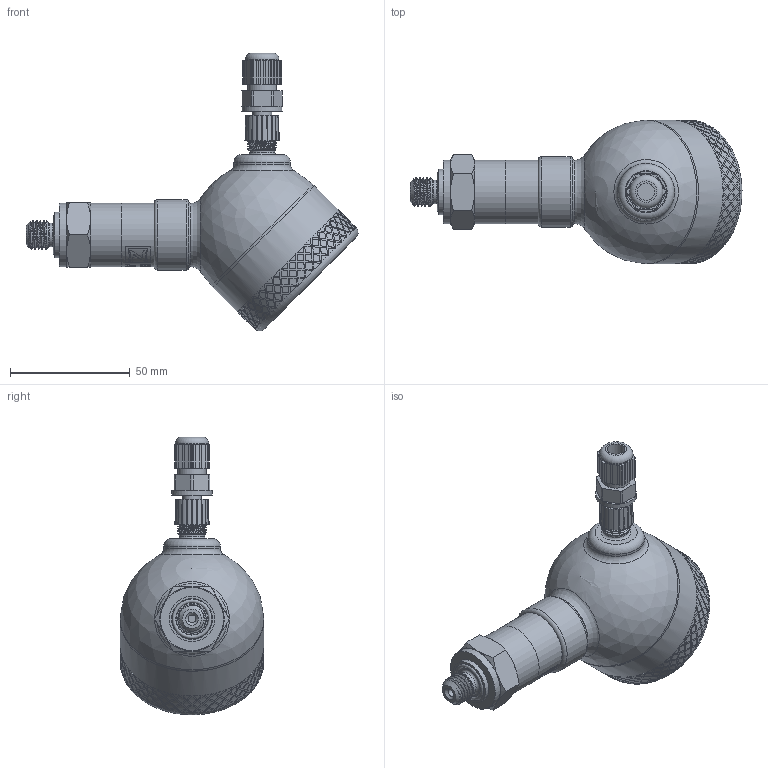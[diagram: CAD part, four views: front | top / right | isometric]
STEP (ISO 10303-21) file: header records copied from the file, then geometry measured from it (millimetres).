
FILE_DESCRIPTION(/* description */ (''),/* implementation_level */ '2;1');
FILE_NAME(/* name */ 'APZ3230FH_4_M12x1-straight.step',/* time_stamp */ '2021-06-30T15:28:11+03:00',/* author */ (''),/* organization */ (''),/* preprocessor_version */ 'ST-DEVELOPER v18.1',/* originating_system */ 'Autodesk Translation Framework v10.9.0.1377',/* authorisation */ '');
FILE_SCHEMA (('AUTOMOTIVE_DESIGN { 1 0 10303 214 3 1 1 }'));
Length unit declared in the file: millimetre
Products named in the file (7): Полевой корпус 
3420 3421 3230 заполненный; M12x1,5 DIN; FieldHousing Assembly v16; main body; Крышка без 
дисплея; Адаптер М12х1; M12x1 female straight v9
Assembly tree (6 placements, depth 3):
  Полевой корпус 
3420 3421 3230 заполненный
    M12x1,5 DIN
    FieldHousing Assembly v16
      main body
      Крышка без 
дисплея
      Адаптер М12х1
      M12x1 female straight v9
Bounding box: 138.91 x 60.1 x 116.17 mm (x, y, z)
Volume: 168537.8 mm3; surface area: 45419.2 mm2
Topology: 7 solids, 7 shells, 1554 faces, 3891 edges, 2552 vertices
Faces by surface type: bspline 910, cylinder 307, plane 263, cone 45, torus 26, sphere 3
Full cylindrical faces by diameter (mm): 1 x4, 3.3 x1, 7.3 x1, 8 x3, 9.3 x1, 9.8 x1, 10.137 x4, 10.293 x1, 10.5 x2, 10.741 x7, 11.85 x4, 11.884 x6, 12 x1, 13.5 x1, 14 x1, 16.7 x1, 17 x1, 19 x1, 19.7 x1, 21.6 x1, 22.4 x1, 23.6 x1, 24.5 x2, 26.5 x3, 29.5 x1, 55 x9, 56.5 x1, 57.2 x1, 60 x2
Entity records: 64986 total; most frequent: CARTESIAN_POINT 35044, ORIENTED_EDGE 7780, EDGE_CURVE 3890, DIRECTION 3117, B_SPLINE_CURVE_WITH_KNOTS 2594, VERTEX_POINT 2552, EDGE_LOOP 1762, FACE_OUTER_BOUND 1554
